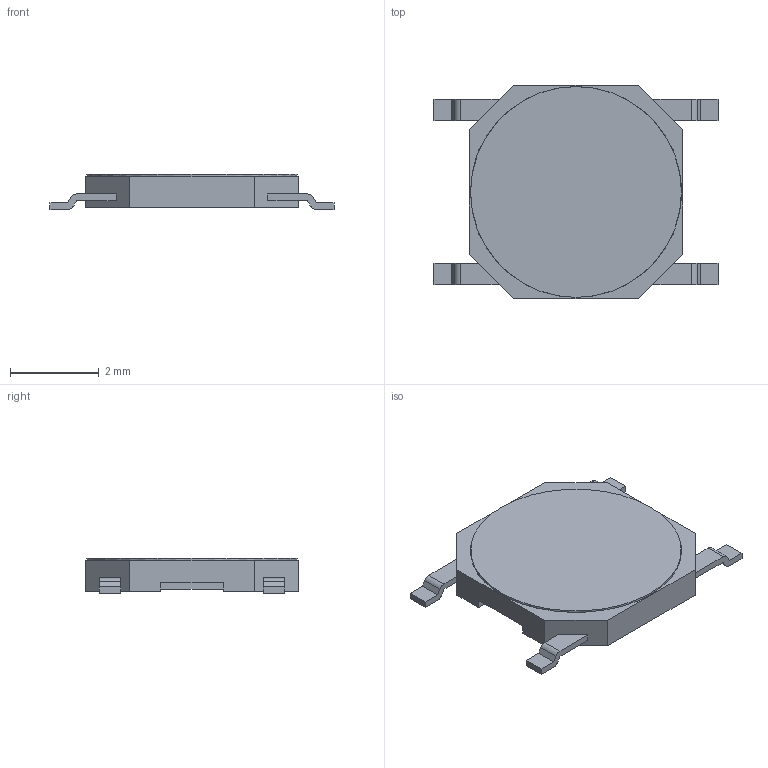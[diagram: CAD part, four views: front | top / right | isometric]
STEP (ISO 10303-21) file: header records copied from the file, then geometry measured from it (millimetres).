
FILE_DESCRIPTION( ( 'STEP AP214' ), '1' );
FILE_NAME( 'psolqas0856487523.stp', '2019-03-25T07:56:48', ( '' ), ( '' ), ' ', 'PARTsolutions', ' ' );
FILE_SCHEMA( ( 'AUTOMOTIVE_DESIGN { 1 0 10303 214 1 1 1 1 }' ) );
Length unit declared in the file: metre
Products named in the file (1): 1
Bounding box: 6.4 x 4.8 x 0.79 mm (x, y, z)
Volume: 11.4 mm3; surface area: 95 mm2
Topology: 1 solids, 1 shells, 95 faces, 256 edges, 168 vertices
Faces by surface type: plane 81, cylinder 14
Full cylindrical faces by diameter (mm): 0.35 x1, 1 x1, 2.2 x1, 4.75 x1
Entity records: 2939 total; most frequent: CARTESIAN_POINT 514, ORIENTED_EDGE 502, DIRECTION 478, EDGE_CURVE 251, LINE 216, VECTOR 216, VERTEX_POINT 167, AXIS2_PLACEMENT_3D 131
